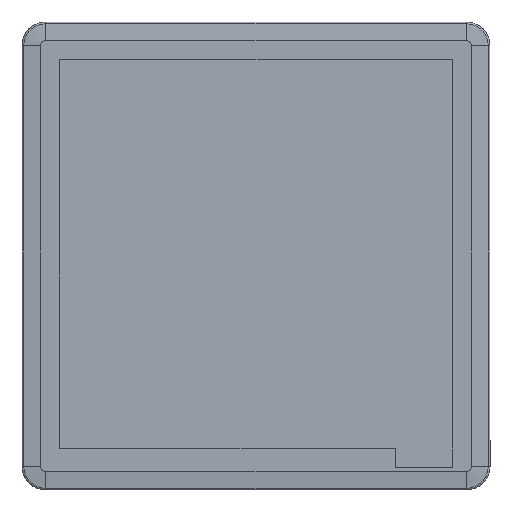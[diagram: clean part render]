
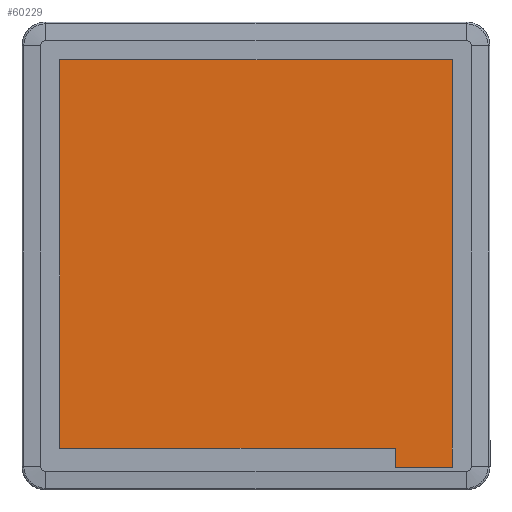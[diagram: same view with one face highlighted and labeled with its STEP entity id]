
A CAD part, front view. The second image highlights one B-rep face of the part: STEP entity #60229.
In plain terms, the highlighted planar face has unit normal (0, -1, 0).
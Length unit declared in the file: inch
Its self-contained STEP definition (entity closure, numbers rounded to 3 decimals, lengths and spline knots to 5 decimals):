
#253 = VERTEX_POINT ( 'NONE', #24377 ) ;
#1107 = DIRECTION ( 'NONE',  ( -1., 0., 0. ) ) ;
#1358 = CARTESIAN_POINT ( 'NONE',  ( 2.93309, -1.31102, -4.45675 ) ) ;
#4035 = EDGE_CURVE ( 'NONE', #4324, #44435, #57902, .T. ) ;
#4324 = VERTEX_POINT ( 'NONE', #1358 ) ;
#8186 = CARTESIAN_POINT ( 'NONE',  ( -4.13388, -1.31102, -4.04696 ) ) ;
#8666 = VECTOR ( 'NONE', #1107, 39.37008 ) ;
#9268 = EDGE_LOOP ( 'NONE', ( #64012, #31500, #56963, #34884, #56419, #41115, #18950 ) ) ;
#9514 = CARTESIAN_POINT ( 'NONE',  ( 2.93309, -1.31102, -4.45675 ) ) ;
#10773 = VERTEX_POINT ( 'NONE', #58162 ) ;
#11337 = LINE ( 'NONE', #16975, #8666 ) ;
#11387 = DIRECTION ( 'NONE',  ( 0., 1., 0. ) ) ;
#11424 = VECTOR ( 'NONE', #31507, 39.37008 ) ;
#13418 = EDGE_CURVE ( 'NONE', #44435, #10773, #57636, .T. ) ;
#15599 = DIRECTION ( 'NONE',  ( 1., 0., 0. ) ) ;
#16682 = CARTESIAN_POINT ( 'NONE',  ( -4.13388, -1.31102, -4.45675 ) ) ;
#16975 = CARTESIAN_POINT ( 'NONE',  ( -4.13388, -1.31102, -4.45675 ) ) ;
#17290 = CARTESIAN_POINT ( 'NONE',  ( 4.13388, -1.31102, -4.45675 ) ) ;
#17580 = EDGE_CURVE ( 'NONE', #58195, #4324, #11337, .T. ) ;
#18950 = ORIENTED_EDGE ( 'NONE', *, *, #68673, .F. ) ;
#19730 = VERTEX_POINT ( 'NONE', #47730 ) ;
#24377 = CARTESIAN_POINT ( 'NONE',  ( 4.13353, -1.31102, 4.13352 ) ) ;
#25141 = DIRECTION ( 'NONE',  ( -1., 0., 0. ) ) ;
#28387 = VECTOR ( 'NONE', #63544, 39.37008 ) ;
#31500 = ORIENTED_EDGE ( 'NONE', *, *, #4035, .F. ) ;
#31507 = DIRECTION ( 'NONE',  ( 0., 0., 1. ) ) ;
#33741 = AXIS2_PLACEMENT_3D ( 'NONE', #16682, #11387, #54464 ) ;
#34220 = DIRECTION ( 'NONE',  ( 0., 0., -1. ) ) ;
#34884 = ORIENTED_EDGE ( 'NONE', *, *, #51636, .F. ) ;
#36858 = CARTESIAN_POINT ( 'NONE',  ( 4.1337, -1.31103, -4.03943 ) ) ;
#37495 = CARTESIAN_POINT ( 'NONE',  ( -4.13353, -1.31102, -4.45675 ) ) ;
#38533 = EDGE_CURVE ( 'NONE', #19730, #253, #58342, .T. ) ;
#39163 = LINE ( 'NONE', #17290, #40291 ) ;
#40291 = VECTOR ( 'NONE', #34220, 39.37008 ) ;
#41115 = ORIENTED_EDGE ( 'NONE', *, *, #38533, .F. ) ;
#41715 = CARTESIAN_POINT ( 'NONE',  ( -4.13388, -1.31102, 4.13352 ) ) ;
#43498 = FACE_OUTER_BOUND ( 'NONE', #9268, .T. ) ;
#44435 = VERTEX_POINT ( 'NONE', #57563 ) ;
#45042 = LINE ( 'NONE', #68020, #68552 ) ;
#47730 = CARTESIAN_POINT ( 'NONE',  ( -4.13353, -1.31102, 4.13352 ) ) ;
#48497 = EDGE_CURVE ( 'NONE', #253, #56369, #45042, .T. ) ;
#51435 = VECTOR ( 'NONE', #25141, 39.37008 ) ;
#51636 = EDGE_CURVE ( 'NONE', #56369, #58195, #39163, .T. ) ;
#53502 = VECTOR ( 'NONE', #15599, 39.37008 ) ;
#54464 = DIRECTION ( 'NONE',  ( 0., 0., 1. ) ) ;
#56349 = DIRECTION ( 'NONE',  ( 0., 0., -1. ) ) ;
#56369 = VERTEX_POINT ( 'NONE', #36858 ) ;
#56419 = ORIENTED_EDGE ( 'NONE', *, *, #48497, .F. ) ;
#56963 = ORIENTED_EDGE ( 'NONE', *, *, #17580, .F. ) ;
#57563 = CARTESIAN_POINT ( 'NONE',  ( 2.93309, -1.31102, -4.04696 ) ) ;
#57636 = LINE ( 'NONE', #8186, #51435 ) ;
#57902 = LINE ( 'NONE', #9514, #28387 ) ;
#58162 = CARTESIAN_POINT ( 'NONE',  ( -4.13353, -1.31102, -4.04696 ) ) ;
#58195 = VERTEX_POINT ( 'NONE', #67380 ) ;
#58342 = LINE ( 'NONE', #41715, #53502 ) ;
#60229 = ADVANCED_FACE ( 'NONE', ( #43498 ), #65070, .F. ) ;
#63306 = LINE ( 'NONE', #37495, #11424 ) ;
#63544 = DIRECTION ( 'NONE',  ( 0., 0., 1. ) ) ;
#64012 = ORIENTED_EDGE ( 'NONE', *, *, #13418, .F. ) ;
#65070 = PLANE ( 'NONE',  #33741 ) ;
#67380 = CARTESIAN_POINT ( 'NONE',  ( 4.13388, -1.31102, -4.45675 ) ) ;
#68020 = CARTESIAN_POINT ( 'NONE',  ( 4.13353, -1.31102, -4.45675 ) ) ;
#68552 = VECTOR ( 'NONE', #56349, 39.37008 ) ;
#68673 = EDGE_CURVE ( 'NONE', #10773, #19730, #63306, .T. ) ;
